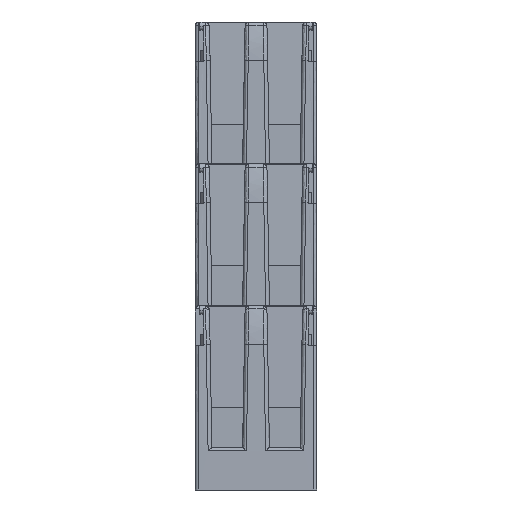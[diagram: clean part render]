
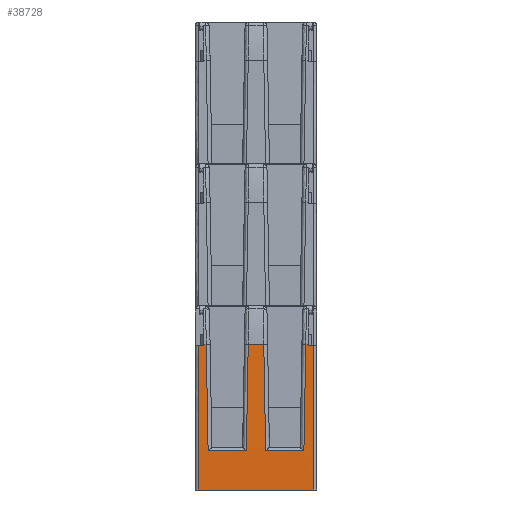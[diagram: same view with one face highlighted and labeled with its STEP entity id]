
A CAD part, left-side view. The second image highlights one B-rep face of the part: STEP entity #38728.
In plain terms, the highlighted cylindrical face has radius 1000 mm (diameter 2000 mm), a partial arc.
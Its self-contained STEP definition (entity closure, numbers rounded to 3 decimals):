
#10729=CARTESIAN_POINT('',(-51129.451,36701.266,
-48314.102));
#10730=DIRECTION('',(0.,-1.,0.));
#10731=DIRECTION('',(-1.,0.,0.019));
#10732=AXIS2_PLACEMENT_3D('',#10729,#10730,#10731);
#10754=DIRECTION('',(0.,1.,0.));
#10755=VECTOR('',#10754,0.65);
#10756=CARTESIAN_POINT('',(-52129.274,36715.616,
-48295.278));
#10757=LINE('',#10756,#10755);
#10761=DIRECTION('',(0.,1.,0.));
#10762=VECTOR('',#10761,0.364);
#10763=CARTESIAN_POINT('',(-52129.271,36715.252,
-48295.102));
#10764=LINE('',#10763,#10762);
#10768=CARTESIAN_POINT('',(-52129.438,36715.01,
-48309.));
#10769=CARTESIAN_POINT('',(-52129.415,36715.09,
-48304.367));
#10770=CARTESIAN_POINT('',(-52129.359,36715.171,
-48299.734));
#10771=CARTESIAN_POINT('',(-52129.271,36715.252,
-48295.102));
#10776=DIRECTION('',(0.,1.,0.));
#10777=VECTOR('',#10776,4.986);
#10778=CARTESIAN_POINT('',(-52129.438,36710.023,
-48309.));
#10779=LINE('',#10778,#10777);
#10783=CARTESIAN_POINT('',(-52129.271,36709.781,
-48295.102));
#10784=CARTESIAN_POINT('',(-52129.359,36709.862,
-48299.734));
#10785=CARTESIAN_POINT('',(-52129.415,36709.943,
-48304.367));
#10786=CARTESIAN_POINT('',(-52129.438,36710.023,
-48309.));
#10791=DIRECTION('',(0.,1.,0.));
#10792=VECTOR('',#10791,2.029);
#10793=CARTESIAN_POINT('',(-52129.271,36707.752,
-48295.102));
#10794=LINE('',#10793,#10792);
#10798=CARTESIAN_POINT('',(-52129.438,36707.51,
-48309.));
#10799=CARTESIAN_POINT('',(-52129.415,36707.59,
-48304.367));
#10800=CARTESIAN_POINT('',(-52129.359,36707.671,
-48299.734));
#10801=CARTESIAN_POINT('',(-52129.271,36707.752,
-48295.102));
#10806=DIRECTION('',(0.,1.,0.));
#10807=VECTOR('',#10806,4.986);
#10808=CARTESIAN_POINT('',(-52129.438,36702.523,
-48309.));
#10809=LINE('',#10808,#10807);
#10813=CARTESIAN_POINT('',(-52129.271,36702.281,
-48295.102));
#10814=CARTESIAN_POINT('',(-52129.359,36702.362,
-48299.734));
#10815=CARTESIAN_POINT('',(-52129.415,36702.443,
-48304.367));
#10816=CARTESIAN_POINT('',(-52129.438,36702.523,
-48309.));
#10821=DIRECTION('',(0.,1.,0.));
#10822=VECTOR('',#10821,0.364);
#10823=CARTESIAN_POINT('',(-52129.271,36701.916,
-48295.102));
#10824=LINE('',#10823,#10822);
#10828=DIRECTION('',(0.,1.,0.));
#10829=VECTOR('',#10828,0.65);
#10830=CARTESIAN_POINT('',(-52129.274,36701.266,
-48295.278));
#10831=LINE('',#10830,#10829);
#10835=DIRECTION('',(0.,-1.,0.));
#10836=VECTOR('',#10835,15.);
#10837=CARTESIAN_POINT('',(-52129.451,36716.266,
-48314.102));
#10838=LINE('',#10837,#10836);
#24304=CARTESIAN_POINT('',(-51129.451,36715.616,
-48314.102));
#24305=DIRECTION('',(0.,1.,0.));
#24306=DIRECTION('',(-1.,0.,0.019));
#24307=AXIS2_PLACEMENT_3D('',#24304,#24305,#24306);
#24573=CARTESIAN_POINT('',(-52129.438,36707.51,
-48309.));
#25410=CARTESIAN_POINT('',(-52129.438,36710.023,
-48309.));
#25455=CARTESIAN_POINT('',(-52129.438,36715.01,
-48309.));
#26366=CARTESIAN_POINT('',(-51129.451,36701.916,
-48314.102));
#26367=DIRECTION('',(0.,-1.,0.));
#26368=DIRECTION('',(-1.,0.,0.019));
#26369=AXIS2_PLACEMENT_3D('',#26366,#26367,#26368);
#29102=CARTESIAN_POINT('',(-51129.451,36716.266,
-48314.102));
#29103=DIRECTION('',(0.,1.,0.));
#29104=DIRECTION('',(-1.,0.,0.));
#29105=AXIS2_PLACEMENT_3D('',#29102,#29103,#29104);
#34200=CARTESIAN_POINT('',(-52129.451,36701.266,
-48314.102));
#34201=VERTEX_POINT('',#34200);
#34322=CARTESIAN_POINT('',(-52129.451,36716.266,
-48314.102));
#34323=VERTEX_POINT('',#34322);
#34418=CARTESIAN_POINT('',(-52129.274,36701.266,
-48295.278));
#34419=VERTEX_POINT('',#34418);
#34538=CARTESIAN_POINT('',(-52129.274,36716.266,
-48295.278));
#34539=VERTEX_POINT('',#34538);
#34694=CARTESIAN_POINT('',(-52129.274,36701.916,
-48295.278));
#34695=VERTEX_POINT('',#34694);
#34696=CARTESIAN_POINT('',(-52129.274,36715.616,
-48295.278));
#34697=VERTEX_POINT('',#34696);
#34839=CARTESIAN_POINT('',(-52129.271,36701.916,
-48295.102));
#34840=VERTEX_POINT('',#34839);
#34841=CARTESIAN_POINT('',(-52129.271,36715.616,
-48295.102));
#34842=VERTEX_POINT('',#34841);
#35024=CARTESIAN_POINT('',(-52129.271,36702.281,
-48295.102));
#35025=VERTEX_POINT('',#35024);
#35026=CARTESIAN_POINT('',(-52129.271,36715.252,
-48295.102));
#35027=VERTEX_POINT('',#35026);
#35069=VERTEX_POINT('',#25410);
#35080=VERTEX_POINT('',#25455);
#35215=VERTEX_POINT('',#10816);
#35249=VERTEX_POINT('',#24573);
#35481=VERTEX_POINT('',#10783);
#35662=VERTEX_POINT('',#10801);
#38692=CARTESIAN_POINT('',(-51129.451,36700.866,
-48314.102));
#38693=DIRECTION('',(0.,1.,0.));
#38694=DIRECTION('',(-1.,0.,0.));
#38695=AXIS2_PLACEMENT_3D('',#38692,#38693,#38694);
#38696=CYLINDRICAL_SURFACE('',#38695,1000.);
#38698=ORIENTED_EDGE('',*,*,#38697,.F.);
#38700=ORIENTED_EDGE('',*,*,#38699,.T.);
#38702=ORIENTED_EDGE('',*,*,#38701,.F.);
#38704=ORIENTED_EDGE('',*,*,#38703,.F.);
#38706=ORIENTED_EDGE('',*,*,#38705,.F.);
#38708=ORIENTED_EDGE('',*,*,#38707,.F.);
#38710=ORIENTED_EDGE('',*,*,#38709,.F.);
#38712=ORIENTED_EDGE('',*,*,#38711,.F.);
#38714=ORIENTED_EDGE('',*,*,#38713,.F.);
#38716=ORIENTED_EDGE('',*,*,#38715,.F.);
#38718=ORIENTED_EDGE('',*,*,#38717,.F.);
#38720=ORIENTED_EDGE('',*,*,#38719,.T.);
#38721=ORIENTED_EDGE('',*,*,#38675,.F.);
#38722=ORIENTED_EDGE('',*,*,#38658,.T.);
#38723=ORIENTED_EDGE('',*,*,#37844,.F.);
#38725=ORIENTED_EDGE('',*,*,#38724,.T.);
#38726=EDGE_LOOP('',(#38698,#38700,#38702,#38704,#38706,#38708,#38710,#38712,
#38714,#38716,#38718,#38720,#38721,#38722,#38723,#38725));
#38727=FACE_OUTER_BOUND('',#38726,.F.);
#10733=CIRCLE('',#10732,1000.);
#10772=B_SPLINE_CURVE_WITH_KNOTS('',3,(#10768,#10769,#10770,#10771),
.UNSPECIFIED.,.F.,.F.,(4,4),(0.,1.),.UNSPECIFIED.);
#10787=B_SPLINE_CURVE_WITH_KNOTS('',3,(#10783,#10784,#10785,#10786),
.UNSPECIFIED.,.F.,.F.,(4,4),(0.,1.),.UNSPECIFIED.);
#10802=B_SPLINE_CURVE_WITH_KNOTS('',3,(#10798,#10799,#10800,#10801),
.UNSPECIFIED.,.F.,.F.,(4,4),(0.,1.),.UNSPECIFIED.);
#10817=B_SPLINE_CURVE_WITH_KNOTS('',3,(#10813,#10814,#10815,#10816),
.UNSPECIFIED.,.F.,.F.,(4,4),(0.,1.),.UNSPECIFIED.);
#24308=CIRCLE('',#24307,1000.);
#26370=CIRCLE('',#26369,1000.);
#29106=CIRCLE('',#29105,1000.);
#37844=EDGE_CURVE('',#34323,#34201,#10838,.T.);
#38658=EDGE_CURVE('',#34419,#34201,#10733,.T.);
#38675=EDGE_CURVE('',#34419,#34695,#10831,.T.);
#38697=EDGE_CURVE('',#34697,#34539,#10757,.T.);
#38699=EDGE_CURVE('',#34697,#34842,#24308,.T.);
#38701=EDGE_CURVE('',#35027,#34842,#10764,.T.);
#38703=EDGE_CURVE('',#35080,#35027,#10772,.T.);
#38705=EDGE_CURVE('',#35069,#35080,#10779,.T.);
#38707=EDGE_CURVE('',#35481,#35069,#10787,.T.);
#38709=EDGE_CURVE('',#35662,#35481,#10794,.T.);
#38711=EDGE_CURVE('',#35249,#35662,#10802,.T.);
#38713=EDGE_CURVE('',#35215,#35249,#10809,.T.);
#38715=EDGE_CURVE('',#35025,#35215,#10817,.T.);
#38717=EDGE_CURVE('',#34840,#35025,#10824,.T.);
#38719=EDGE_CURVE('',#34840,#34695,#26370,.T.);
#38724=EDGE_CURVE('',#34323,#34539,#29106,.T.);
#38728=ADVANCED_FACE('',(#38727),#38696,.T.);
